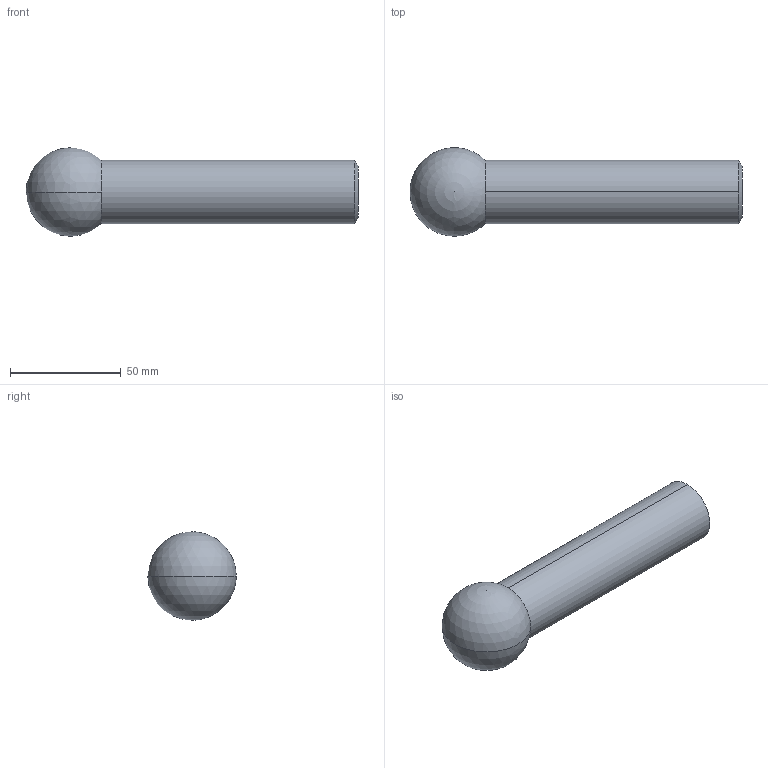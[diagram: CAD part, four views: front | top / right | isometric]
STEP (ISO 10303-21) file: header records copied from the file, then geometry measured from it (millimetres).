
FILE_DESCRIPTION (( 'STEP AP203' ), '1' );
FILE_NAME ('Tie rod_Default_sldprt.STEP', '2023-03-14T10:28:20', ( '' ), ( '' ), 'SwSTEP 2.0', 'SolidWorks 2021', '' );
FILE_SCHEMA (( 'CONFIG_CONTROL_DESIGN' ));
Length unit declared in the file: millimetre
Products named in the file (1): Tie rod_Default_sldprt
Bounding box: 150 x 39.96 x 40 mm (x, y, z)
Volume: 105696.1 mm3; surface area: 15223.6 mm2
Topology: 1 solids, 1 shells, 7 faces, 19 edges, 12 vertices
Faces by surface type: sphere 2, cone 2, cylinder 2, plane 1
Entity records: 267 total; most frequent: DIRECTION 40, CARTESIAN_POINT 31, ORIENTED_EDGE 28, AXIS2_PLACEMENT_3D 18, EDGE_CURVE 14, CIRCLE 10, VERTEX_POINT 9, PERSON_AND_ORGANIZATION 8
